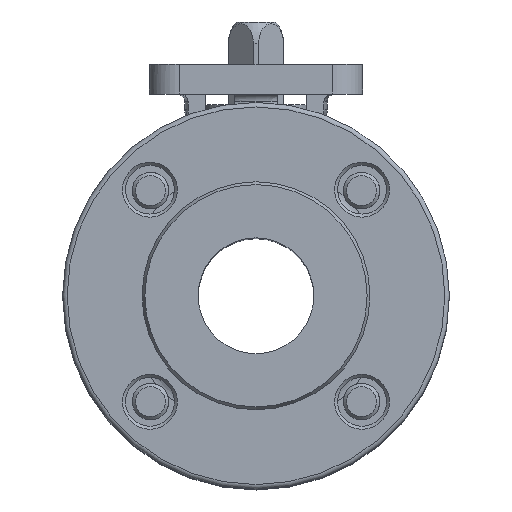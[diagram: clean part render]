
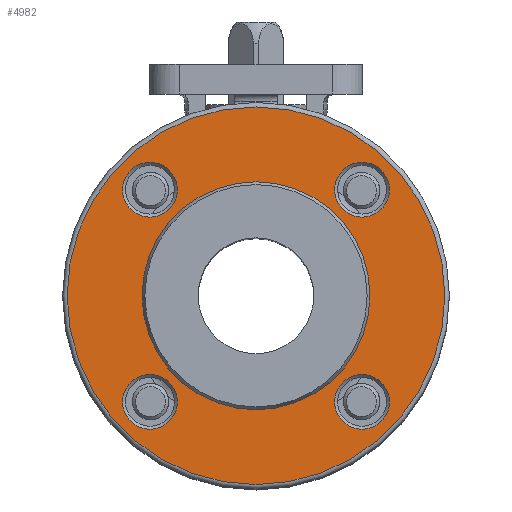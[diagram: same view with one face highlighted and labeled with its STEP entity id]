
A CAD part, top view. The second image highlights one B-rep face of the part: STEP entity #4982.
In plain terms, the highlighted planar face has unit normal (0, 0, 1).
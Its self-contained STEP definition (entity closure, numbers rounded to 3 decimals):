
#611=PLANE('',#5366);
#1045=ORIENTED_EDGE('',*,*,#2523,.F.);
#1046=ORIENTED_EDGE('',*,*,#2525,.F.);
#1047=ORIENTED_EDGE('',*,*,#2526,.F.);
#1048=ORIENTED_EDGE('',*,*,#2527,.F.);
#1049=ORIENTED_EDGE('',*,*,#2528,.F.);
#1050=ORIENTED_EDGE('',*,*,#2522,.T.);
#2522=EDGE_CURVE('',#3266,#3266,#3758,.T.);
#2523=EDGE_CURVE('',#3267,#3267,#3759,.T.);
#2525=EDGE_CURVE('',#3269,#3269,#3761,.T.);
#2526=EDGE_CURVE('',#3270,#3270,#3762,.T.);
#2527=EDGE_CURVE('',#3271,#3271,#3763,.T.);
#2528=EDGE_CURVE('',#3272,#3272,#3764,.T.);
#3266=VERTEX_POINT('',#7708);
#3267=VERTEX_POINT('',#7711);
#3269=VERTEX_POINT('',#7716);
#3270=VERTEX_POINT('',#7718);
#3271=VERTEX_POINT('',#7720);
#3272=VERTEX_POINT('',#7722);
#3758=CIRCLE('',#5362,37.424);
#3759=CIRCLE('',#5364,62.);
#3761=CIRCLE('',#5367,9.);
#3762=CIRCLE('',#5368,9.);
#3763=CIRCLE('',#5369,9.);
#3764=CIRCLE('',#5370,9.);
#4070=EDGE_LOOP('',(#1045));
#4071=EDGE_LOOP('',(#1046));
#4072=EDGE_LOOP('',(#1047));
#4073=EDGE_LOOP('',(#1048));
#4074=EDGE_LOOP('',(#1049));
#4075=EDGE_LOOP('',(#1050));
#4487=FACE_BOUND('',#4070,.T.);
#4488=FACE_BOUND('',#4071,.T.);
#4489=FACE_BOUND('',#4072,.T.);
#4490=FACE_BOUND('',#4073,.T.);
#4491=FACE_BOUND('',#4074,.T.);
#4492=FACE_BOUND('',#4075,.T.);
#4982=ADVANCED_FACE('',(#4487,#4488,#4489,#4490,#4491,#4492),#611,.F.);
#5362=AXIS2_PLACEMENT_3D('',#7707,#6101,#6102);
#5364=AXIS2_PLACEMENT_3D('',#7710,#6105,#6106);
#5366=AXIS2_PLACEMENT_3D('',#7714,#6109,#6110);
#5367=AXIS2_PLACEMENT_3D('',#7715,#6111,#6112);
#5368=AXIS2_PLACEMENT_3D('',#7717,#6113,#6114);
#5369=AXIS2_PLACEMENT_3D('',#7719,#6115,#6116);
#5370=AXIS2_PLACEMENT_3D('',#7721,#6117,#6118);
#6101=DIRECTION('',(0.,0.,-1.));
#6102=DIRECTION('',(-1.,0.,0.));
#6105=DIRECTION('',(0.,0.,-1.));
#6106=DIRECTION('',(-1.,0.,0.));
#6109=DIRECTION('',(0.,0.,-1.));
#6110=DIRECTION('',(-1.,0.,0.));
#6111=DIRECTION('',(0.,0.,1.));
#6112=DIRECTION('',(1.,0.,0.));
#6113=DIRECTION('',(0.,0.,1.));
#6114=DIRECTION('',(1.,0.,0.));
#6115=DIRECTION('',(0.,0.,1.));
#6116=DIRECTION('',(1.,0.,0.));
#6117=DIRECTION('',(0.,0.,1.));
#6118=DIRECTION('',(1.,0.,0.));
#7707=CARTESIAN_POINT('',(0.,0.,64.9));
#7708=CARTESIAN_POINT('',(-37.424,0.,64.9));
#7710=CARTESIAN_POINT('',(0.,0.,64.9));
#7711=CARTESIAN_POINT('',(-62.,0.,64.9));
#7714=CARTESIAN_POINT('',(0.,37.424,64.9));
#7715=CARTESIAN_POINT('',(-34.825,-34.825,64.9));
#7716=CARTESIAN_POINT('',(-25.825,-34.825,64.9));
#7717=CARTESIAN_POINT('',(34.825,-34.825,64.9));
#7718=CARTESIAN_POINT('',(43.825,-34.825,64.9));
#7719=CARTESIAN_POINT('',(34.825,34.825,64.9));
#7720=CARTESIAN_POINT('',(43.825,34.825,64.9));
#7721=CARTESIAN_POINT('',(-34.825,34.825,64.9));
#7722=CARTESIAN_POINT('',(-25.825,34.825,64.9));
